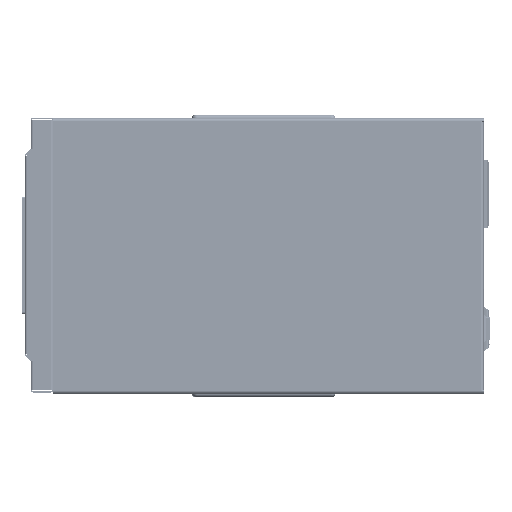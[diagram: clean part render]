
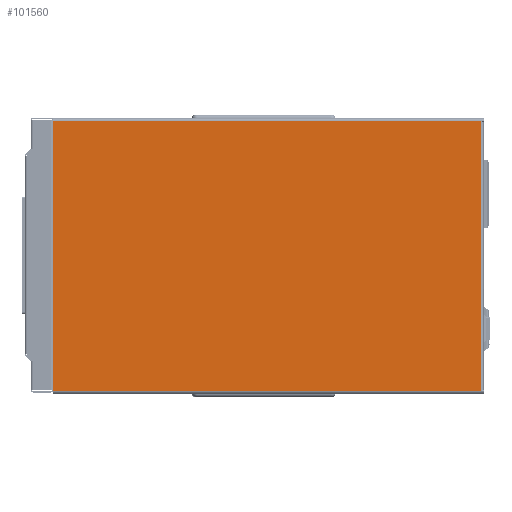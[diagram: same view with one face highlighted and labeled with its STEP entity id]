
A CAD part, left-side view. The second image highlights one B-rep face of the part: STEP entity #101560.
In plain terms, the highlighted face is planar.
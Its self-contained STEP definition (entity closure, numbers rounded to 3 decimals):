
#6550 = VERTEX_POINT ( 'NONE', #77110 ) ;
#10263 = ORIENTED_EDGE ( 'NONE', *, *, #75073, .T. ) ;
#10653 = CARTESIAN_POINT ( 'NONE',  ( 0., 0., 0. ) ) ;
#10790 = CARTESIAN_POINT ( 'NONE',  ( 270., 0., 1.8 ) ) ;
#12273 = ORIENTED_EDGE ( 'NONE', *, *, #37279, .T. ) ;
#17573 = CARTESIAN_POINT ( 'NONE',  ( 270., 0., 171.2 ) ) ;
#17826 = LINE ( 'NONE', #126907, #115752 ) ;
#26410 = VERTEX_POINT ( 'NONE', #114945 ) ;
#32549 = CARTESIAN_POINT ( 'NONE',  ( 1.8, 0., 1.8 ) ) ;
#37279 = EDGE_CURVE ( 'NONE', #72623, #6550, #17826, .T. ) ;
#38220 = LINE ( 'NONE', #10790, #61293 ) ;
#42213 = VECTOR ( 'NONE', #111319, 1000. ) ;
#50665 = DIRECTION ( 'NONE',  ( -1., 0., 0. ) ) ;
#53860 = LINE ( 'NONE', #83273, #114390 ) ;
#61293 = VECTOR ( 'NONE', #50665, 1000. ) ;
#62035 = AXIS2_PLACEMENT_3D ( 'NONE', #10653, #114348, #92386 ) ;
#66978 = PLANE ( 'NONE',  #62035 ) ;
#71483 = CARTESIAN_POINT ( 'NONE',  ( 0., 0., 171.2 ) ) ;
#72623 = VERTEX_POINT ( 'NONE', #32549 ) ;
#75073 = EDGE_CURVE ( 'NONE', #118180, #26410, #53860, .T. ) ;
#77110 = CARTESIAN_POINT ( 'NONE',  ( 1.8, 0., 171.2 ) ) ;
#83273 = CARTESIAN_POINT ( 'NONE',  ( 270., 0., 0. ) ) ;
#86514 = ORIENTED_EDGE ( 'NONE', *, *, #107515, .T. ) ;
#92386 = DIRECTION ( 'NONE',  ( 0., 0., 1. ) ) ;
#97579 = DIRECTION ( 'NONE',  ( 0., 0., 1. ) ) ;
#101560 = ADVANCED_FACE ( 'NONE', ( #108064 ), #66978, .T. ) ;
#107515 = EDGE_CURVE ( 'NONE', #6550, #118180, #122408, .T. ) ;
#108064 = FACE_OUTER_BOUND ( 'NONE', #109479, .T. ) ;
#109479 = EDGE_LOOP ( 'NONE', ( #122586, #12273, #86514, #10263 ) ) ;
#111319 = DIRECTION ( 'NONE',  ( 1., 0., 0. ) ) ;
#114348 = DIRECTION ( 'NONE',  ( 0., 1., 0. ) ) ;
#114390 = VECTOR ( 'NONE', #122458, 1000. ) ;
#114945 = CARTESIAN_POINT ( 'NONE',  ( 270., 0., 1.8 ) ) ;
#115752 = VECTOR ( 'NONE', #97579, 1000. ) ;
#118180 = VERTEX_POINT ( 'NONE', #17573 ) ;
#122408 = LINE ( 'NONE', #71483, #42213 ) ;
#122458 = DIRECTION ( 'NONE',  ( 0., 0., -1. ) ) ;
#122586 = ORIENTED_EDGE ( 'NONE', *, *, #124958, .T. ) ;
#124958 = EDGE_CURVE ( 'NONE', #26410, #72623, #38220, .T. ) ;
#126907 = CARTESIAN_POINT ( 'NONE',  ( 1.8, 0., 1.8 ) ) ;
